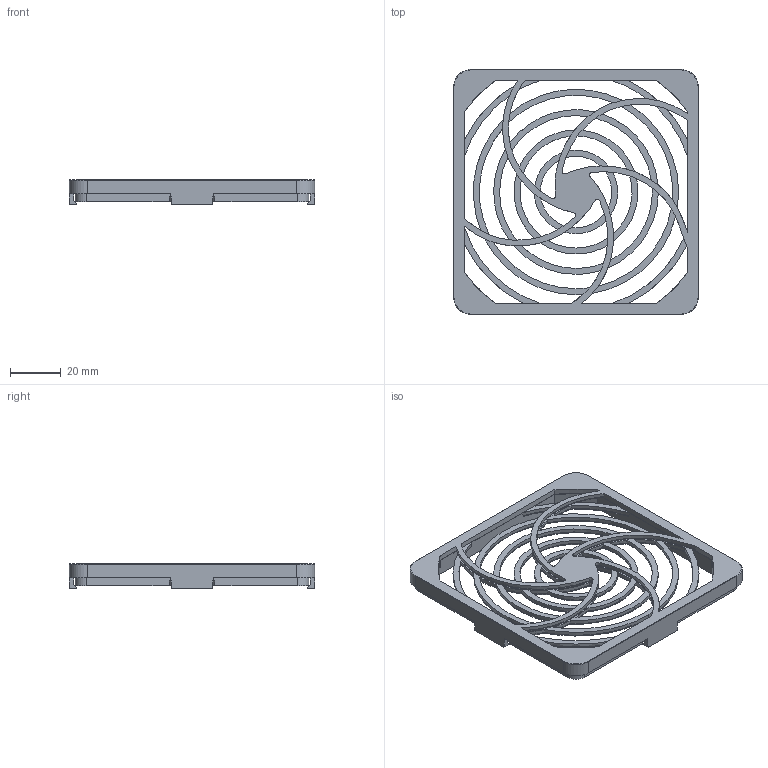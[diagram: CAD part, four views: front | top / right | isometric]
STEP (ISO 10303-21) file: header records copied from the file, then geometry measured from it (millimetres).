
FILE_DESCRIPTION (( 'STEP AP203' ), '1' );
FILE_NAME ('GRM92.stp', '2022-02-08T14:51:58', ( '' ), ( '' ), 'SwSTEP 2.0', 'SolidWorks 2018', '' );
FILE_SCHEMA (( 'CONFIG_CONTROL_DESIGN' ));
Length unit declared in the file: millimetre
Products named in the file (1): GRM92
Bounding box: 96.5 x 96.5 x 9.8 mm (x, y, z)
Volume: 19806.3 mm3; surface area: 26525.7 mm2
Topology: 2 solids, 2 shells, 387 faces, 1038 edges, 647 vertices
Faces by surface type: bspline 120, cone 89, torus 81, plane 66, cylinder 31
Entity records: 24019 total; most frequent: CARTESIAN_POINT 15194, ORIENTED_EDGE 2076, DIRECTION 1466, EDGE_CURVE 1038, VERTEX_POINT 647, AXIS2_PLACEMENT_3D 603, EDGE_LOOP 455, B_SPLINE_CURVE_WITH_KNOTS 433
